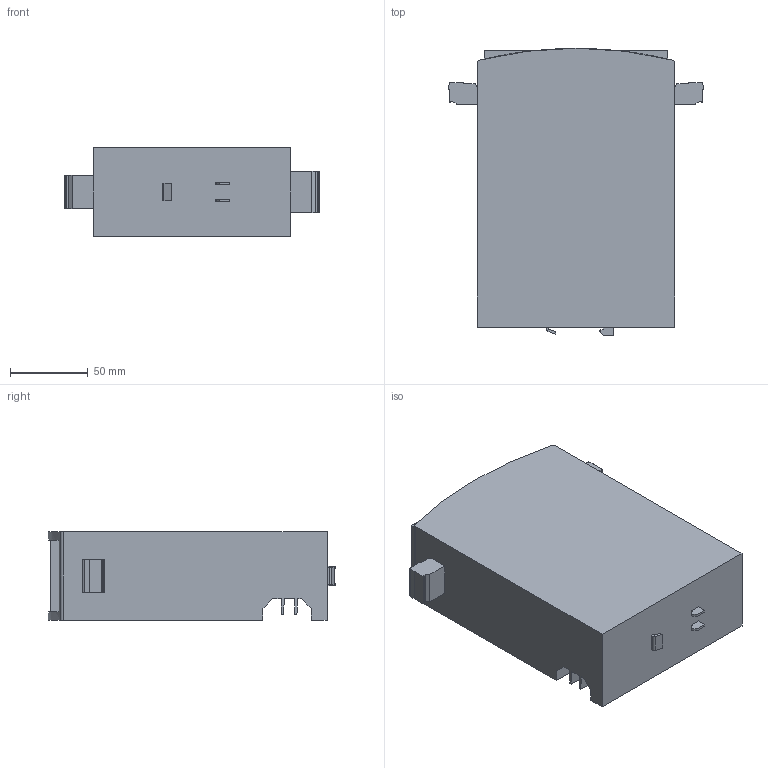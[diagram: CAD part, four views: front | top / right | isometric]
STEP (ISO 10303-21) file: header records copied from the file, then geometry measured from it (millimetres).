
FILE_DESCRIPTION(/* description */ (''),/* implementation_level */ '2;1');
FILE_NAME(/* name */ 'c_lp902410--_3d.stp',/* time_stamp */ '2021-03-10T15:26:59+01:00',/* author */ ('f.bogacz'),/* organization */ (''),/* preprocessor_version */ 'ST-DEVELOPER v18',/* originating_system */ 'AutoCAD Mechanical',/* authorisation */ '');
FILE_SCHEMA (('AUTOMOTIVE_DESIGN { 1 0 10303 214 3 1 1 }'));
Length unit declared in the file: millimetre
Products named in the file (2): Product; LP902410--
Assembly tree (1 placements, depth 2):
  Product
    LP902410--
Bounding box: 163.4 x 184.53 x 57 mm (x, y, z)
Volume: 1246955.3 mm3; surface area: 90730.5 mm2
Topology: 1 solids, 1 shells, 120 faces, 322 edges, 212 vertices
Faces by surface type: plane 105, cylinder 15
Entity records: 3745 total; most frequent: CARTESIAN_POINT 657, ORIENTED_EDGE 644, DIRECTION 608, EDGE_CURVE 322, LINE 282, VECTOR 282, VERTEX_POINT 212, AXIS2_PLACEMENT_3D 163
